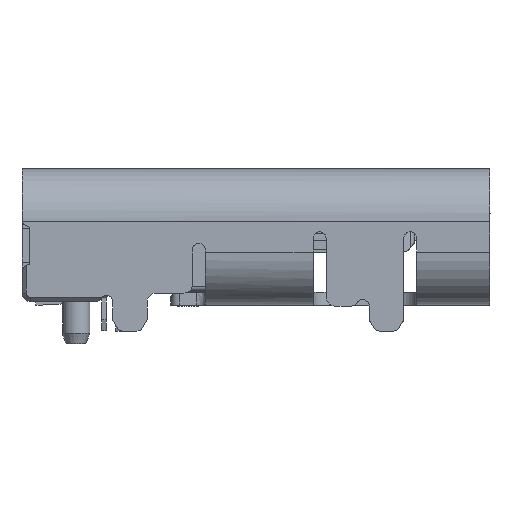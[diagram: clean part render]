
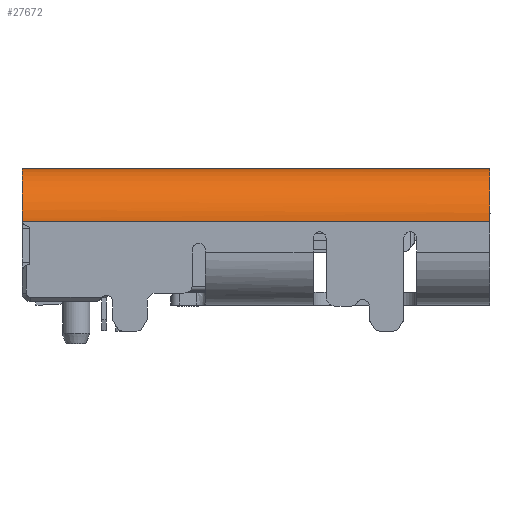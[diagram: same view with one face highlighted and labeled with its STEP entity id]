
A CAD part, front view. The second image highlights one B-rep face of the part: STEP entity #27672.
In plain terms, the highlighted cylindrical face has radius 1.23 mm (diameter 2.46 mm), a partial arc.
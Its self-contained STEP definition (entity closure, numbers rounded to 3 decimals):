
#148=ELLIPSE('',#29738,2.13,1.844);
#382=CYLINDRICAL_SURFACE('',#29737,1.23);
#461=B_SPLINE_CURVE_WITH_KNOTS('',3,(#44617,#44618,#44619,#44620,#44621,
#44622,#44623,#44624,#44625,#44626,#44627,#44628,#44629),.UNSPECIFIED.,
 .F.,.F.,(4,3,3,3,4),(0.,0.309,0.624,0.927,
1.),.UNSPECIFIED.);
#2154=FACE_OUTER_BOUND('',#3618,.T.);
#3618=EDGE_LOOP('',(#23977,#23978,#23979,#23980,#23981,#23982));
#6448=LINE('',#43848,#9667);
#6687=LINE('',#44612,#9906);
#9667=VECTOR('',#35801,1000.);
#9906=VECTOR('',#36382,1000.);
#10897=CIRCLE('',#29739,1.23);
#10898=CIRCLE('',#29740,1.23);
#13036=VERTEX_POINT('',#43845);
#13037=VERTEX_POINT('',#43847);
#13243=VERTEX_POINT('',#44610);
#13244=VERTEX_POINT('',#44611);
#13245=VERTEX_POINT('',#44613);
#13246=VERTEX_POINT('',#44615);
#16618=EDGE_CURVE('',#13037,#13036,#6448,.T.);
#16949=EDGE_CURVE('',#13243,#13244,#6687,.T.);
#16950=EDGE_CURVE('',#13243,#13245,#148,.T.);
#16951=EDGE_CURVE('',#13245,#13246,#10897,.T.);
#16952=EDGE_CURVE('',#13246,#13037,#461,.T.);
#16953=EDGE_CURVE('',#13036,#13244,#10898,.T.);
#23977=ORIENTED_EDGE('',*,*,#16949,.F.);
#23978=ORIENTED_EDGE('',*,*,#16950,.T.);
#23979=ORIENTED_EDGE('',*,*,#16951,.T.);
#23980=ORIENTED_EDGE('',*,*,#16952,.T.);
#23981=ORIENTED_EDGE('',*,*,#16618,.T.);
#23982=ORIENTED_EDGE('',*,*,#16953,.T.);
#27672=ADVANCED_FACE('',(#2154),#382,.T.);
#29737=AXIS2_PLACEMENT_3D('',#44609,#36380,#36381);
#29738=AXIS2_PLACEMENT_3D('',#44614,#36383,#36384);
#29739=AXIS2_PLACEMENT_3D('',#44616,#36385,#36386);
#29740=AXIS2_PLACEMENT_3D('',#44630,#36387,#36388);
#35801=DIRECTION('',(1.,0.,0.));
#36380=DIRECTION('center_axis',(1.,0.,0.));
#36381=DIRECTION('ref_axis',(0.,0.,-1.));
#36382=DIRECTION('',(1.,0.,0.));
#36383=DIRECTION('center_axis',(0.707,-0.707,0.));
#36384=DIRECTION('ref_axis',(0.707,0.707,0.014));
#36385=DIRECTION('center_axis',(1.,0.,0.));
#36386=DIRECTION('ref_axis',(0.,-0.707,0.707));
#36387=DIRECTION('center_axis',(-1.,0.,0.));
#36388=DIRECTION('ref_axis',(0.,-0.707,0.707));
#43845=CARTESIAN_POINT('',(5.425,-4.48,1.95));
#43847=CARTESIAN_POINT('',(-5.408,-4.48,1.95));
#43848=CARTESIAN_POINT('',(0.,-4.48,1.95));
#44609=CARTESIAN_POINT('Origin',(0.,-3.25,1.95));
#44610=CARTESIAN_POINT('',(-5.375,-3.25,3.18));
#44611=CARTESIAN_POINT('',(5.425,-3.25,3.18));
#44612=CARTESIAN_POINT('',(-0.775,-3.25,3.18));
#44613=CARTESIAN_POINT('',(-5.425,-3.3,3.179));
#44614=CARTESIAN_POINT('Origin',(-5.381,-3.256,1.336));
#44615=CARTESIAN_POINT('',(-5.425,-4.477,2.03));
#44616=CARTESIAN_POINT('Origin',(-5.425,-3.25,1.95));
#44617=CARTESIAN_POINT('Ctrl Pts',(-5.425,-4.477,2.03));
#44618=CARTESIAN_POINT('Ctrl Pts',(-5.425,-4.478,2.021));
#44619=CARTESIAN_POINT('Ctrl Pts',(-5.424,-4.478,
2.013));
#44620=CARTESIAN_POINT('Ctrl Pts',(-5.423,-4.479,
2.005));
#44621=CARTESIAN_POINT('Ctrl Pts',(-5.422,-4.479,
1.996));
#44622=CARTESIAN_POINT('Ctrl Pts',(-5.421,-4.479,
1.988));
#44623=CARTESIAN_POINT('Ctrl Pts',(-5.418,-4.48,
1.979));
#44624=CARTESIAN_POINT('Ctrl Pts',(-5.416,-4.48,
1.971));
#44625=CARTESIAN_POINT('Ctrl Pts',(-5.414,-4.48,
1.963));
#44626=CARTESIAN_POINT('Ctrl Pts',(-5.411,-4.48,
1.956));
#44627=CARTESIAN_POINT('Ctrl Pts',(-5.41,-4.48,
1.954));
#44628=CARTESIAN_POINT('Ctrl Pts',(-5.409,-4.48,1.952));
#44629=CARTESIAN_POINT('Ctrl Pts',(-5.408,-4.48,1.95));
#44630=CARTESIAN_POINT('Origin',(5.425,-3.25,1.95));
